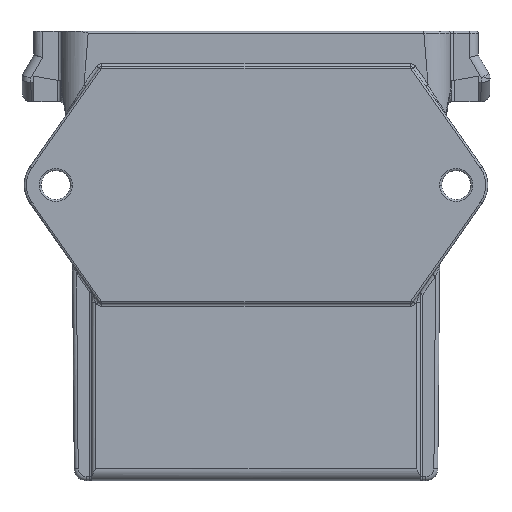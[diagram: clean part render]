
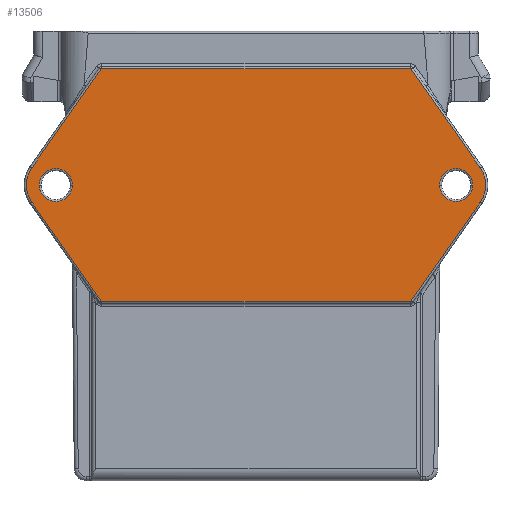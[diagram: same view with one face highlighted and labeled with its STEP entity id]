
A CAD part, front view. The second image highlights one B-rep face of the part: STEP entity #13506.
In plain terms, the highlighted planar face has unit normal (0, -1, 0).
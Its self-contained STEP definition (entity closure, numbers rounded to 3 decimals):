
#3300=CARTESIAN_POINT('',(39.149,-18.491,-9.795));
#3301=DIRECTION('',(0.,-1.,0.));
#3302=DIRECTION('',(0.819,0.,0.574));
#3303=AXIS2_PLACEMENT_3D('',#3300,#3301,#3302);
#3308=DIRECTION('',(-0.574,0.,0.819));
#3309=VECTOR('',#3308,30.597);
#3310=CARTESIAN_POINT('',(56.944,-18.491,-34.687));
#3311=LINE('',#3310,#3309);
#3315=CARTESIAN_POINT('',(50.8,-18.491,-38.989));
#3316=DIRECTION('',(0.,-1.,0.));
#3317=DIRECTION('',(0.819,0.,-0.574));
#3318=AXIS2_PLACEMENT_3D('',#3315,#3316,#3317);
#3323=DIRECTION('',(0.574,0.,0.819));
#3324=VECTOR('',#3323,30.597);
#3325=CARTESIAN_POINT('',(39.394,-18.491,-68.355));
#3326=LINE('',#3325,#3324);
#3330=CARTESIAN_POINT('',(39.149,-18.491,-68.183));
#3331=DIRECTION('',(0.,-1.,0.));
#3332=DIRECTION('',(0.,0.,-1.));
#3333=AXIS2_PLACEMENT_3D('',#3330,#3331,#3332);
#3338=DIRECTION('',(1.,0.,0.));
#3339=VECTOR('',#3338,78.297);
#3340=CARTESIAN_POINT('',(-39.149,-18.491,-68.483));
#3341=LINE('',#3340,#3339);
#3345=CARTESIAN_POINT('',(-39.149,-18.491,-68.183));
#3346=DIRECTION('',(0.,-1.,0.));
#3347=DIRECTION('',(-0.819,0.,-0.574));
#3348=AXIS2_PLACEMENT_3D('',#3345,#3346,#3347);
#3353=DIRECTION('',(0.574,0.,-0.819));
#3354=VECTOR('',#3353,30.597);
#3355=CARTESIAN_POINT('',(-56.944,-18.491,-43.291));
#3356=LINE('',#3355,#3354);
#3360=CARTESIAN_POINT('',(-50.8,-18.491,-38.989));
#3361=DIRECTION('',(0.,-1.,0.));
#3362=DIRECTION('',(-0.819,0.,0.574));
#3363=AXIS2_PLACEMENT_3D('',#3360,#3361,#3362);
#3368=DIRECTION('',(-0.574,0.,-0.819));
#3369=VECTOR('',#3368,30.597);
#3370=CARTESIAN_POINT('',(-39.394,-18.491,-9.623));
#3371=LINE('',#3370,#3369);
#3375=CARTESIAN_POINT('',(-39.149,-18.491,-9.795));
#3376=DIRECTION('',(0.,-1.,0.));
#3377=DIRECTION('',(0.,0.,1.));
#3378=AXIS2_PLACEMENT_3D('',#3375,#3376,#3377);
#3383=DIRECTION('',(-1.,0.,0.));
#3384=VECTOR('',#3383,78.297);
#3385=CARTESIAN_POINT('',(39.149,-18.491,-9.495));
#3386=LINE('',#3385,#3384);
#3390=CARTESIAN_POINT('',(50.8,-18.491,-38.989));
#3391=DIRECTION('',(0.,1.,0.));
#3392=DIRECTION('',(-1.,0.,0.));
#3393=AXIS2_PLACEMENT_3D('',#3390,#3391,#3392);
#3398=CARTESIAN_POINT('',(50.8,-18.491,-38.989));
#3399=DIRECTION('',(0.,1.,0.));
#3400=DIRECTION('',(1.,0.,0.));
#3401=AXIS2_PLACEMENT_3D('',#3398,#3399,#3400);
#3406=CARTESIAN_POINT('',(-50.8,-18.491,-38.989));
#3407=DIRECTION('',(0.,1.,0.));
#3408=DIRECTION('',(-1.,0.,0.));
#3409=AXIS2_PLACEMENT_3D('',#3406,#3407,#3408);
#3414=CARTESIAN_POINT('',(-50.8,-18.491,-38.989));
#3415=DIRECTION('',(0.,1.,0.));
#3416=DIRECTION('',(1.,0.,0.));
#3417=AXIS2_PLACEMENT_3D('',#3414,#3415,#3416);
#10067=CARTESIAN_POINT('',(39.394,-18.491,-9.623));
#10068=CARTESIAN_POINT('',(39.149,-18.491,-9.495));
#10069=VERTEX_POINT('',#10067);
#10070=VERTEX_POINT('',#10068);
#10075=CARTESIAN_POINT('',(-39.149,-18.491,-9.495));
#10076=VERTEX_POINT('',#10075);
#10079=CARTESIAN_POINT('',(-39.394,-18.491,-9.623));
#10080=VERTEX_POINT('',#10079);
#10083=CARTESIAN_POINT('',(-56.944,-18.491,-34.687));
#10084=VERTEX_POINT('',#10083);
#10087=CARTESIAN_POINT('',(-56.944,-18.491,-43.291));
#10088=VERTEX_POINT('',#10087);
#10091=CARTESIAN_POINT('',(-39.394,-18.491,-68.355));
#10092=VERTEX_POINT('',#10091);
#10095=CARTESIAN_POINT('',(-39.149,-18.491,-68.483));
#10096=VERTEX_POINT('',#10095);
#10099=CARTESIAN_POINT('',(39.149,-18.491,-68.483));
#10100=VERTEX_POINT('',#10099);
#10103=CARTESIAN_POINT('',(39.394,-18.491,-68.355));
#10104=VERTEX_POINT('',#10103);
#10107=CARTESIAN_POINT('',(56.944,-18.491,-43.291));
#10108=VERTEX_POINT('',#10107);
#10111=CARTESIAN_POINT('',(56.944,-18.491,-34.687));
#10112=VERTEX_POINT('',#10111);
#10115=CARTESIAN_POINT('',(46.604,-18.491,-38.989));
#10116=CARTESIAN_POINT('',(54.995,-18.491,-38.989));
#10117=VERTEX_POINT('',#10115);
#10118=VERTEX_POINT('',#10116);
#10123=CARTESIAN_POINT('',(-54.995,-18.491,-38.989));
#10124=CARTESIAN_POINT('',(-46.604,-18.491,-38.989));
#10125=VERTEX_POINT('',#10123);
#10126=VERTEX_POINT('',#10124);
#13464=CARTESIAN_POINT('',(0.,-18.491,0.));
#13465=DIRECTION('',(0.,-1.,0.));
#13466=DIRECTION('',(1.,0.,0.));
#13467=AXIS2_PLACEMENT_3D('',#13464,#13465,#13466);
#13468=PLANE('',#13467);
#13470=ORIENTED_EDGE('',*,*,#13469,.F.);
#13472=ORIENTED_EDGE('',*,*,#13471,.F.);
#13474=ORIENTED_EDGE('',*,*,#13473,.F.);
#13475=ORIENTED_EDGE('',*,*,#13454,.F.);
#13477=ORIENTED_EDGE('',*,*,#13476,.F.);
#13479=ORIENTED_EDGE('',*,*,#13478,.F.);
#13481=ORIENTED_EDGE('',*,*,#13480,.F.);
#13483=ORIENTED_EDGE('',*,*,#13482,.F.);
#13485=ORIENTED_EDGE('',*,*,#13484,.F.);
#13487=ORIENTED_EDGE('',*,*,#13486,.F.);
#13489=ORIENTED_EDGE('',*,*,#13488,.F.);
#13491=ORIENTED_EDGE('',*,*,#13490,.F.);
#13492=EDGE_LOOP('',(#13470,#13472,#13474,#13475,#13477,#13479,#13481,#13483,
#13485,#13487,#13489,#13491));
#13493=FACE_OUTER_BOUND('',#13492,.F.);
#13495=ORIENTED_EDGE('',*,*,#13494,.F.);
#13497=ORIENTED_EDGE('',*,*,#13496,.F.);
#13498=EDGE_LOOP('',(#13495,#13497));
#13499=FACE_BOUND('',#13498,.F.);
#13501=ORIENTED_EDGE('',*,*,#13500,.F.);
#13503=ORIENTED_EDGE('',*,*,#13502,.F.);
#13504=EDGE_LOOP('',(#13501,#13503));
#13505=FACE_BOUND('',#13504,.F.);
#13506=ADVANCED_FACE('',(#13493,#13499,#13505),#13468,.T.);
#3304=CIRCLE('',#3303,0.3);
#3319=CIRCLE('',#3318,7.501);
#3334=CIRCLE('',#3333,0.3);
#3349=CIRCLE('',#3348,0.3);
#3364=CIRCLE('',#3363,7.501);
#3379=CIRCLE('',#3378,0.3);
#3394=CIRCLE('',#3393,4.196);
#3402=CIRCLE('',#3401,4.196);
#3410=CIRCLE('',#3409,4.196);
#3418=CIRCLE('',#3417,4.196);
#13454=EDGE_CURVE('',#10104,#10108,#3326,.T.);
#13469=EDGE_CURVE('',#10069,#10070,#3304,.T.);
#13471=EDGE_CURVE('',#10112,#10069,#3311,.T.);
#13473=EDGE_CURVE('',#10108,#10112,#3319,.T.);
#13476=EDGE_CURVE('',#10100,#10104,#3334,.T.);
#13478=EDGE_CURVE('',#10096,#10100,#3341,.T.);
#13480=EDGE_CURVE('',#10092,#10096,#3349,.T.);
#13482=EDGE_CURVE('',#10088,#10092,#3356,.T.);
#13484=EDGE_CURVE('',#10084,#10088,#3364,.T.);
#13486=EDGE_CURVE('',#10080,#10084,#3371,.T.);
#13488=EDGE_CURVE('',#10076,#10080,#3379,.T.);
#13490=EDGE_CURVE('',#10070,#10076,#3386,.T.);
#13494=EDGE_CURVE('',#10117,#10118,#3394,.T.);
#13496=EDGE_CURVE('',#10118,#10117,#3402,.T.);
#13500=EDGE_CURVE('',#10125,#10126,#3410,.T.);
#13502=EDGE_CURVE('',#10126,#10125,#3418,.T.);
